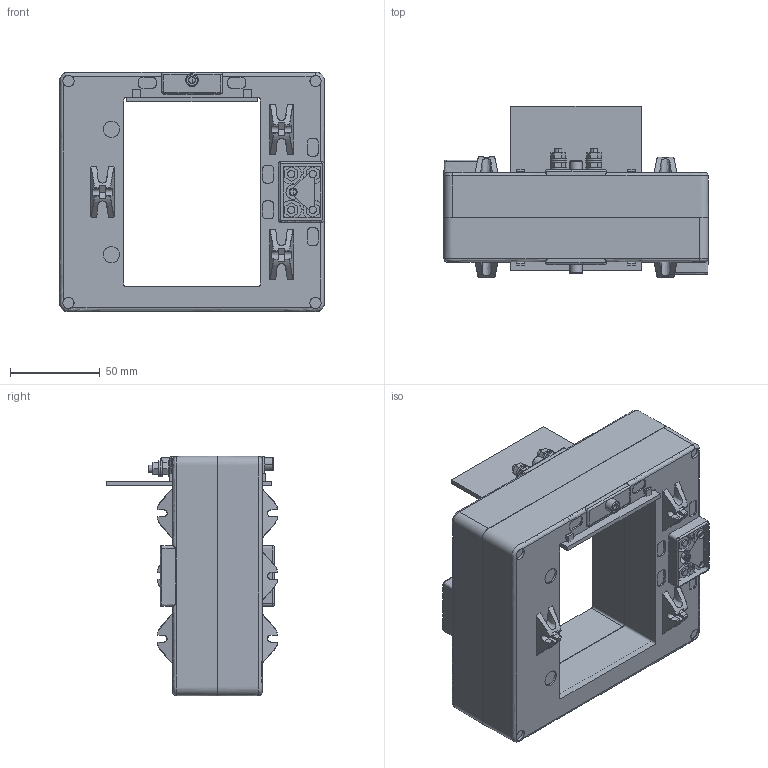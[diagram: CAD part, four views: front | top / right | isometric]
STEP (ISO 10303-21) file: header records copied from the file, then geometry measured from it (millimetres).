
FILE_DESCRIPTION(/* description */ (''),/* implementation_level */ '2;1');
FILE_NAME(/* name */ 'TAT107~2',/* time_stamp */ '2015-11-24T09:50:30+01:00',/* author */ (''),/* organization */ (''),/* preprocessor_version */ 'ST-DEVELOPER v15',/* originating_system */ '',/* authorisation */ '');
FILE_SCHEMA (('AUTOMOTIVE_DESIGN'));
Length unit declared in the file: millimetre
Products named in the file (1): Document
Bounding box: 148 x 95.69 x 134 mm (x, y, z)
Volume: 20047.4 mm3; surface area: 163662 mm2
Topology: 45 solids, 47 shells, 1235 faces, 3197 edges, 1987 vertices
Faces by surface type: plane 638, bspline 597
Entity records: 55302 total; most frequent: CARTESIAN_POINT 35344, ORIENTED_EDGE 6106, EDGE_CURVE 3068, B_SPLINE_CURVE_WITH_KNOTS 2600, VERTEX_POINT 1984, EDGE_LOOP 1314, ADVANCED_FACE 1230, FACE_OUTER_BOUND 1230
